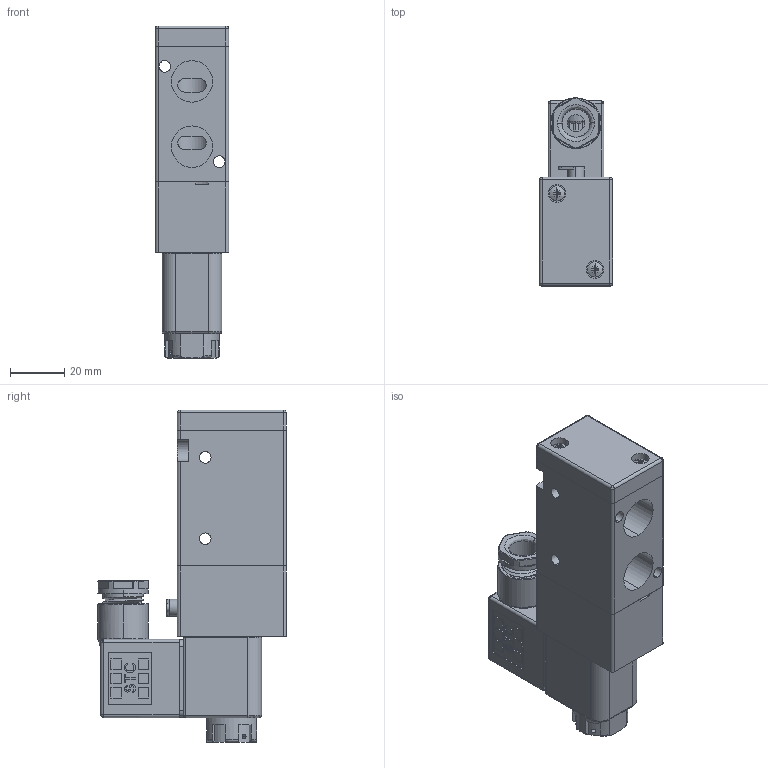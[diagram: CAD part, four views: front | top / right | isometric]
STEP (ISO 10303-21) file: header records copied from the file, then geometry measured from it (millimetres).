
FILE_DESCRIPTION (( 'STEP AP203' ), '1' );
FILE_NAME ('J3V310-08-D.step', '2016-11-04T16:26:06', ( '' ), ( '' ), 'SwSTEP 2.0', 'SolidWorks 2016', '' );
FILE_SCHEMA (( 'CONFIG_CONTROL_DESIGN' ));
Products named in the file (1): J3V310-08-D
Bounding box: 27 x 69.3 x 122.2 mm (x, y, z)
Volume: 101477.3 mm3; surface area: 50736.5 mm2
Topology: 17 solids, 17 shells, 1745 faces, 4714 edges, 3064 vertices
Faces by surface type: plane 958, cylinder 449, cone 222, bspline 116
Entity records: 69519 total; most frequent: CARTESIAN_POINT 26678, ORIENTED_EDGE 9400, DIRECTION 8166, EDGE_CURVE 4700, VERTEX_POINT 3064, VECTOR 3004, LINE 3004, AXIS2_PLACEMENT_3D 2581
